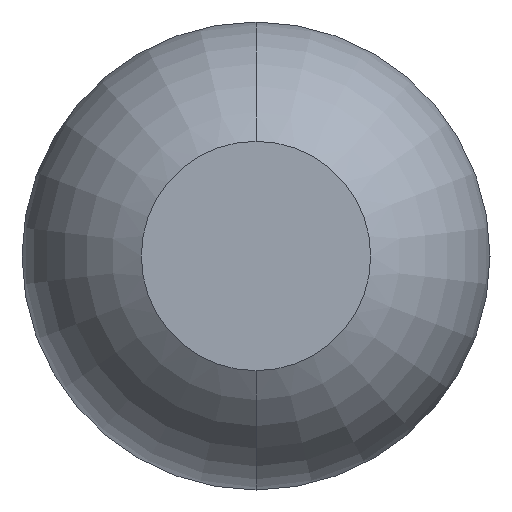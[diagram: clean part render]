
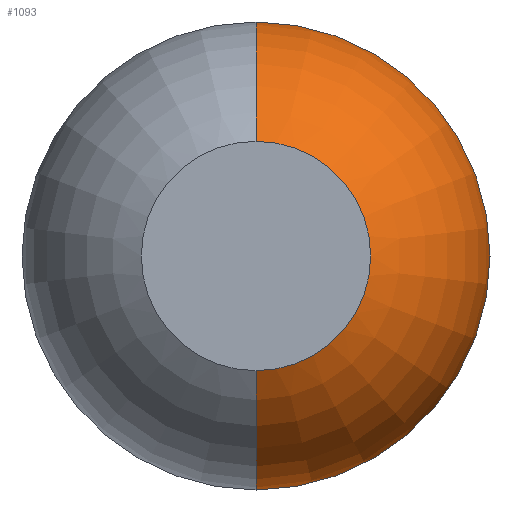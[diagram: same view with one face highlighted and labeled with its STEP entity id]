
A CAD part, front view. The second image highlights one B-rep face of the part: STEP entity #1093.
In plain terms, the highlighted toroidal (fillet/blend) face has major radius 0.01 mm and minor radius 0.5 mm.
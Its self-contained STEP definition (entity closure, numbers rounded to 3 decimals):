
#27 = DIRECTION ( 'NONE',  ( 0., 1., 0. ) ) ;
#126 = DIRECTION ( 'NONE',  ( 0., 0., -1. ) ) ;
#137 = CARTESIAN_POINT ( 'NONE',  ( 0., -24.961, 0.01 ) ) ;
#177 = CARTESIAN_POINT ( 'NONE',  ( 0., -24.961, 0.51 ) ) ;
#248 = EDGE_CURVE ( 'Defeature ausgef�hrt1_0+Defeature ausgef�hrt1_11+Defeature ausgef�hrt1_11+Defeature ausgef�hrt1_11', #3744, #2971, #485, .T. ) ;
#485 = CIRCLE ( 'NONE', #3141, 0.25 ) ;
#577 = DIRECTION ( 'NONE',  ( 0., -1., 0. ) ) ;
#614 = ORIENTED_EDGE ( 'NONE', *, *, #3114, .F. ) ;
#624 = AXIS2_PLACEMENT_3D ( 'NONE', #2061, #2308, #1158 ) ;
#662 = AXIS2_PLACEMENT_3D ( 'NONE', #2657, #912, #3525 ) ;
#673 = EDGE_CURVE ( 'Defeature ausgef�hrt1_0+Defeature ausgef�hrt1_6+Defeature ausgef�hrt1_6+Defeature ausgef�hrt1_6', #1090, #2601, #1780, .T. ) ;
#808 = ORIENTED_EDGE ( 'NONE', *, *, #248, .T. ) ;
#912 = DIRECTION ( 'NONE',  ( -1., 0., 0. ) ) ;
#1090 = VERTEX_POINT ( 'NONE', #2630 ) ;
#1093 = ADVANCED_FACE ( 'Defeature ausgef�hrt1_0', ( #1299 ), #1953, .T. ) ;
#1158 = DIRECTION ( 'NONE',  ( 0., 0., -1. ) ) ;
#1187 = AXIS2_PLACEMENT_3D ( 'NONE', #137, #2749, #126 ) ;
#1299 = FACE_OUTER_BOUND ( 'NONE', #3722, .T. ) ;
#1305 = ORIENTED_EDGE ( 'NONE', *, *, #673, .T. ) ;
#1515 = AXIS2_PLACEMENT_3D ( 'NONE', #2056, #577, #2318 ) ;
#1540 = CIRCLE ( 'NONE', #1187, 0.5 ) ;
#1780 = CIRCLE ( 'NONE', #624, 0.51 ) ;
#1953 = TOROIDAL_SURFACE ( 'NONE', #1515, 0.01, 0.5 ) ;
#2056 = CARTESIAN_POINT ( 'NONE',  ( 0., -24.961, 0. ) ) ;
#2061 = CARTESIAN_POINT ( 'NONE',  ( 0., -24.961, 0. ) ) ;
#2308 = DIRECTION ( 'NONE',  ( 0., -1., 0. ) ) ;
#2318 = DIRECTION ( 'NONE',  ( 0., 0., -1. ) ) ;
#2398 = CARTESIAN_POINT ( 'NONE',  ( 0., -25.4, 0. ) ) ;
#2535 = CARTESIAN_POINT ( 'NONE',  ( 0., -25.4, -0.25 ) ) ;
#2601 = VERTEX_POINT ( 'NONE', #177 ) ;
#2630 = CARTESIAN_POINT ( 'NONE',  ( 0., -24.961, -0.51 ) ) ;
#2653 = DIRECTION ( 'NONE',  ( 0., 0., 1. ) ) ;
#2657 = CARTESIAN_POINT ( 'NONE',  ( 0., -24.961, -0.01 ) ) ;
#2749 = DIRECTION ( 'NONE',  ( 1., 0., 0. ) ) ;
#2971 = VERTEX_POINT ( 'NONE', #2535 ) ;
#2972 = CARTESIAN_POINT ( 'NONE',  ( 0., -25.4, 0.25 ) ) ;
#3114 = EDGE_CURVE ( 'NONE', #1090, #2971, #3628, .T. ) ;
#3141 = AXIS2_PLACEMENT_3D ( 'NONE', #2398, #27, #2653 ) ;
#3238 = ORIENTED_EDGE ( 'NONE', *, *, #3501, .T. ) ;
#3501 = EDGE_CURVE ( 'NONE', #2601, #3744, #1540, .T. ) ;
#3525 = DIRECTION ( 'NONE',  ( 0., 0., 1. ) ) ;
#3628 = CIRCLE ( 'NONE', #662, 0.5 ) ;
#3722 = EDGE_LOOP ( 'NONE', ( #1305, #3238, #808, #614 ) ) ;
#3744 = VERTEX_POINT ( 'NONE', #2972 ) ;
